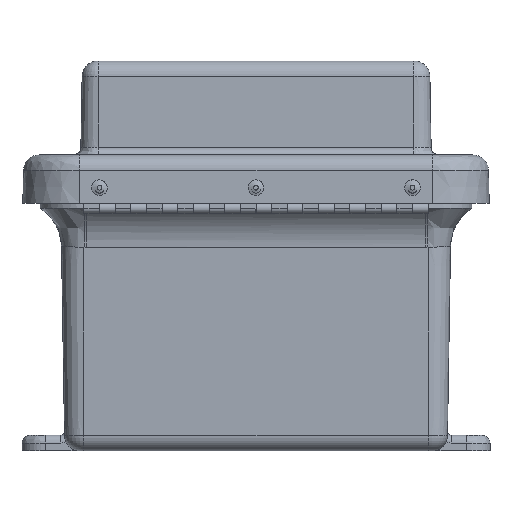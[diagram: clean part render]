
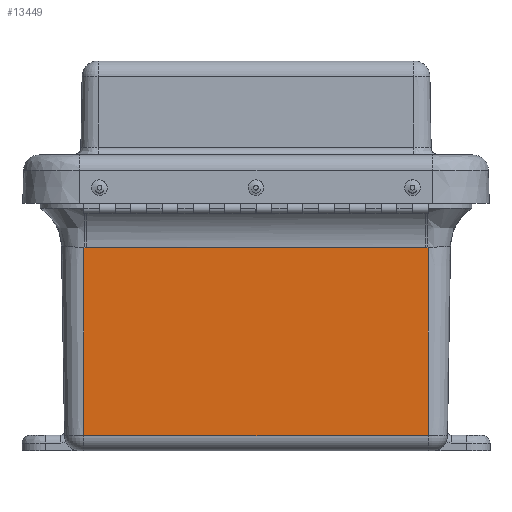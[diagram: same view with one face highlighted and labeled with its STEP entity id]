
A CAD part, left-side view. The second image highlights one B-rep face of the part: STEP entity #13449.
In plain terms, the highlighted planar face has unit normal (-1, 0, -0.016).
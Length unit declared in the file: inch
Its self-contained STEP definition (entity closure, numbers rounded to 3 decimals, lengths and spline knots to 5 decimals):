
#3676 = EDGE_CURVE ( 'NONE', #14399, #5241, #22478, .T. ) ;
#4344 = VERTEX_POINT ( 'NONE', #35233 ) ;
#4835 = VECTOR ( 'NONE', #15455, 39.37008 ) ;
#5241 = VERTEX_POINT ( 'NONE', #22652 ) ;
#5324 = DIRECTION ( 'NONE',  ( -0.016, 0., 1. ) ) ;
#5734 = CARTESIAN_POINT ( 'NONE',  ( -2.09734, 2.74735, -1.2516 ) ) ;
#6067 = DIRECTION ( 'NONE',  ( 0., 1., 0. ) ) ;
#8201 = CARTESIAN_POINT ( 'NONE',  ( -2.09733, -2.72072, -1.25204 ) ) ;
#10019 = ORIENTED_EDGE ( 'NONE', *, *, #25034, .F. ) ;
#10579 = CARTESIAN_POINT ( 'NONE',  ( -2.04909, 0., -4.25402 ) ) ;
#11510 = CARTESIAN_POINT ( 'NONE',  ( -2.09734, -2.74735, -1.2516 ) ) ;
#12857 = CARTESIAN_POINT ( 'NONE',  ( -2.09734, -2.74735, -1.2516 ) ) ;
#13449 = ADVANCED_FACE ( 'NONE', ( #42445 ), #31240, .T. ) ;
#13827 = EDGE_CURVE ( 'NONE', #4344, #5241, #40276, .T. ) ;
#13878 = ORIENTED_EDGE ( 'NONE', *, *, #13827, .T. ) ;
#14399 = VERTEX_POINT ( 'NONE', #5734 ) ;
#14819 = CARTESIAN_POINT ( 'NONE',  ( -2.09733, -2.70741, -1.25204 ) ) ;
#14879 = VERTEX_POINT ( 'NONE', #36236 ) ;
#15396 = CARTESIAN_POINT ( 'NONE',  ( -2.04514, 2.74735, -4.5 ) ) ;
#15455 = DIRECTION ( 'NONE',  ( -0.016, 0., 1. ) ) ;
#15489 = ORIENTED_EDGE ( 'NONE', *, *, #25671, .T. ) ;
#17366 = DIRECTION ( 'NONE',  ( -1., 0., -0.016 ) ) ;
#18906 = VECTOR ( 'NONE', #38032, 39.37008 ) ;
#19239 = EDGE_LOOP ( 'NONE', ( #10019, #15489, #28739, #13878, #42126, #42935 ) ) ;
#20794 = DIRECTION ( 'NONE',  ( 0.016, 0., -1. ) ) ;
#22476 = EDGE_CURVE ( 'NONE', #29824, #14399, #25558, .T. ) ;
#22478 = B_SPLINE_CURVE_WITH_KNOTS ( 'NONE', 3,
 ( #44269, #33297, #40692, #36788 ),
 .UNSPECIFIED., .F., .F.,
 ( 4, 4 ),
 ( 0., 1. ),
 .UNSPECIFIED. ) ;
#22652 = CARTESIAN_POINT ( 'NONE',  ( -2.09733, 2.70741, -1.25204 ) ) ;
#22822 = CARTESIAN_POINT ( 'NONE',  ( -2.09733, 2.74735, -1.25204 ) ) ;
#25034 = EDGE_CURVE ( 'NONE', #14879, #29824, #30624, .T. ) ;
#25446 = CARTESIAN_POINT ( 'NONE',  ( -2.11742, -2.74735, -0.00196 ) ) ;
#25558 = LINE ( 'NONE', #15396, #39538 ) ;
#25671 = EDGE_CURVE ( 'NONE', #14879, #35417, #35938, .T. ) ;
#28739 = ORIENTED_EDGE ( 'NONE', *, *, #41946, .F. ) ;
#29824 = VERTEX_POINT ( 'NONE', #38725 ) ;
#30010 = VECTOR ( 'NONE', #6067, 39.37008 ) ;
#30624 = LINE ( 'NONE', #10579, #18906 ) ;
#31240 = PLANE ( 'NONE',  #43868 ) ;
#33297 = CARTESIAN_POINT ( 'NONE',  ( -2.09733, 2.73404, -1.25189 ) ) ;
#35233 = CARTESIAN_POINT ( 'NONE',  ( -2.09733, -2.70741, -1.25204 ) ) ;
#35417 = VERTEX_POINT ( 'NONE', #12857 ) ;
#35483 = CARTESIAN_POINT ( 'NONE',  ( -2.09733, -2.73403, -1.25189 ) ) ;
#35938 = LINE ( 'NONE', #25446, #4835 ) ;
#36236 = CARTESIAN_POINT ( 'NONE',  ( -2.04909, -2.74735, -4.25402 ) ) ;
#36788 = CARTESIAN_POINT ( 'NONE',  ( -2.09733, 2.70741, -1.25204 ) ) ;
#38032 = DIRECTION ( 'NONE',  ( 0., 1., 0. ) ) ;
#38196 = CARTESIAN_POINT ( 'NONE',  ( -2.11742, 2.74735, -0.00196 ) ) ;
#38725 = CARTESIAN_POINT ( 'NONE',  ( -2.04909, 2.74735, -4.25402 ) ) ;
#38928 = B_SPLINE_CURVE_WITH_KNOTS ( 'NONE', 3,
 ( #14819, #8201, #35483, #11510 ),
 .UNSPECIFIED., .F., .F.,
 ( 4, 4 ),
 ( 0., 1. ),
 .UNSPECIFIED. ) ;
#39538 = VECTOR ( 'NONE', #5324, 39.37008 ) ;
#40276 = LINE ( 'NONE', #22822, #30010 ) ;
#40692 = CARTESIAN_POINT ( 'NONE',  ( -2.09733, 2.72073, -1.25204 ) ) ;
#41946 = EDGE_CURVE ( 'NONE', #4344, #35417, #38928, .T. ) ;
#42126 = ORIENTED_EDGE ( 'NONE', *, *, #3676, .F. ) ;
#42445 = FACE_OUTER_BOUND ( 'NONE', #19239, .T. ) ;
#42935 = ORIENTED_EDGE ( 'NONE', *, *, #22476, .F. ) ;
#43868 = AXIS2_PLACEMENT_3D ( 'NONE', #38196, #17366, #20794 ) ;
#44269 = CARTESIAN_POINT ( 'NONE',  ( -2.09734, 2.74735, -1.2516 ) ) ;
